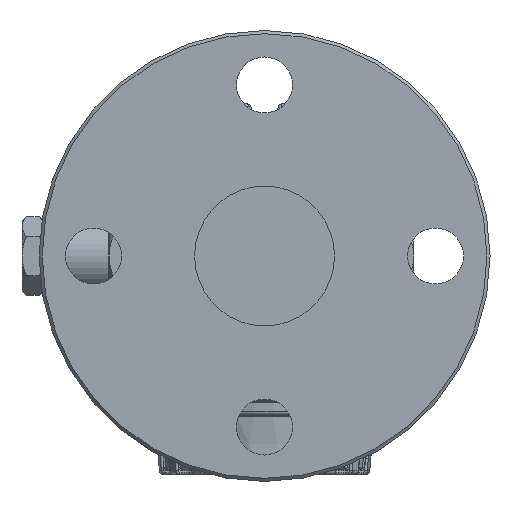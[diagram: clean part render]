
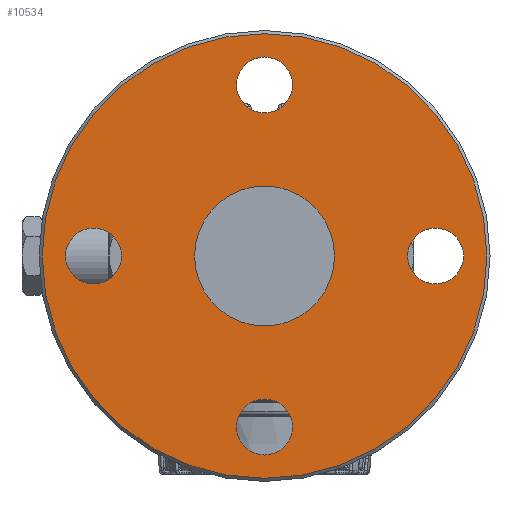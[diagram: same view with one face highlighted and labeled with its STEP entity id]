
A CAD part, front view. The second image highlights one B-rep face of the part: STEP entity #10534.
In plain terms, the highlighted planar face has unit normal (0, -1, 0).
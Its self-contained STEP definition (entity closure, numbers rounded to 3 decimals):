
#7329=PLANE('',#42648);
#8123=FACE_BOUND('',#15596,.T.);
#8124=FACE_BOUND('',#15597,.T.);
#8125=FACE_BOUND('',#15598,.T.);
#8126=FACE_BOUND('',#15599,.T.);
#8127=FACE_BOUND('',#15600,.T.);
#8128=FACE_BOUND('',#15601,.T.);
#10534=ADVANCED_FACE('',(#8123,#8124,#8125,#8126,#8127,#8128),#7329,.T.);
#15596=EDGE_LOOP('',(#28670));
#15597=EDGE_LOOP('',(#28671));
#15598=EDGE_LOOP('',(#28672));
#15599=EDGE_LOOP('',(#28673));
#15600=EDGE_LOOP('',(#28674));
#15601=EDGE_LOOP('',(#28675));
#28670=ORIENTED_EDGE('',*,*,#38112,.T.);
#28671=ORIENTED_EDGE('',*,*,#38113,.F.);
#28672=ORIENTED_EDGE('',*,*,#38114,.F.);
#28673=ORIENTED_EDGE('',*,*,#38115,.F.);
#28674=ORIENTED_EDGE('',*,*,#38116,.F.);
#28675=ORIENTED_EDGE('',*,*,#38111,.F.);
#32315=VERTEX_POINT('',#90236);
#32316=VERTEX_POINT('',#90239);
#32317=VERTEX_POINT('',#90241);
#32318=VERTEX_POINT('',#90243);
#32319=VERTEX_POINT('',#90245);
#32320=VERTEX_POINT('',#90247);
#38111=EDGE_CURVE('',#32315,#32315,#39492,.T.);
#38112=EDGE_CURVE('',#32316,#32316,#39493,.T.);
#38113=EDGE_CURVE('',#32317,#32317,#39494,.T.);
#38114=EDGE_CURVE('',#32318,#32318,#39495,.T.);
#38115=EDGE_CURVE('',#32319,#32319,#39496,.T.);
#38116=EDGE_CURVE('',#32320,#32320,#39497,.T.);
#39492=CIRCLE('',#42641,22.5);
#39493=CIRCLE('',#42643,71.5);
#39494=CIRCLE('',#42644,9.);
#39495=CIRCLE('',#42645,9.);
#39496=CIRCLE('',#42646,9.);
#39497=CIRCLE('',#42647,9.);
#42641=AXIS2_PLACEMENT_3D('',#90235,#51610,#51611);
#42643=AXIS2_PLACEMENT_3D('',#90238,#51614,#51615);
#42644=AXIS2_PLACEMENT_3D('',#90240,#51616,#51617);
#42645=AXIS2_PLACEMENT_3D('',#90242,#51618,#51619);
#42646=AXIS2_PLACEMENT_3D('',#90244,#51620,#51621);
#42647=AXIS2_PLACEMENT_3D('',#90246,#51622,#51623);
#42648=AXIS2_PLACEMENT_3D('',#90248,#51624,#51625);
#51610=DIRECTION('',(0.,-1.,0.));
#51611=DIRECTION('',(0.,0.,-1.));
#51614=DIRECTION('',(0.,-1.,0.));
#51615=DIRECTION('',(0.,0.,-1.));
#51616=DIRECTION('',(0.,-1.,0.));
#51617=DIRECTION('',(1.,0.,0.));
#51618=DIRECTION('',(0.,-1.,0.));
#51619=DIRECTION('',(1.,0.,0.));
#51620=DIRECTION('',(0.,-1.,0.));
#51621=DIRECTION('',(1.,0.,0.));
#51622=DIRECTION('',(0.,-1.,0.));
#51623=DIRECTION('',(1.,0.,0.));
#51624=DIRECTION('',(0.,-1.,0.));
#51625=DIRECTION('',(0.,0.,-1.));
#90235=CARTESIAN_POINT('',(39.182,-66.498,-35.497));
#90236=CARTESIAN_POINT('',(39.182,-66.498,-57.997));
#90238=CARTESIAN_POINT('',(39.182,-66.498,-35.497));
#90239=CARTESIAN_POINT('',(39.182,-66.498,-106.997));
#90240=CARTESIAN_POINT('',(94.182,-66.498,-35.497));
#90241=CARTESIAN_POINT('',(103.182,-66.498,-35.497));
#90242=CARTESIAN_POINT('',(39.182,-66.498,-90.497));
#90243=CARTESIAN_POINT('',(48.182,-66.498,-90.497));
#90244=CARTESIAN_POINT('',(-15.818,-66.498,-35.497));
#90245=CARTESIAN_POINT('',(-6.818,-66.498,-35.497));
#90246=CARTESIAN_POINT('',(39.182,-66.498,19.503));
#90247=CARTESIAN_POINT('',(48.182,-66.498,19.503));
#90248=CARTESIAN_POINT('',(39.182,-66.498,-7.997));
